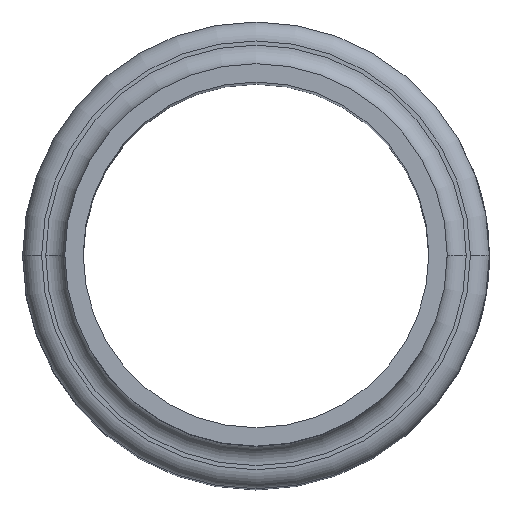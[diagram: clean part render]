
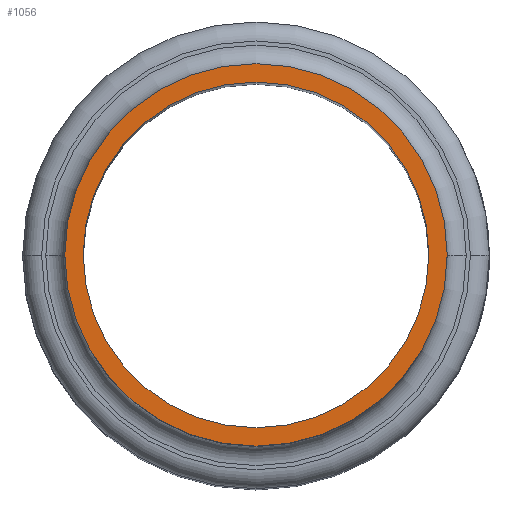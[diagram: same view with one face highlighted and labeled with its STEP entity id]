
A CAD part, top view. The second image highlights one B-rep face of the part: STEP entity #1056.
In plain terms, the highlighted planar face has unit normal (0, 0, 1).
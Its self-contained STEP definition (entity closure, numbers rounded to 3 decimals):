
#110 = VERTEX_POINT ( 'NONE', #18989 ) ;
#143 = ORIENTED_EDGE ( 'NONE', *, *, #21480, .T. ) ;
#358 = EDGE_CURVE ( 'NONE', #9206, #14209, #8819, .T. ) ;
#1056 = ADVANCED_FACE ( 'NONE', ( #8689, #8152 ), #16962, .F. ) ;
#1225 = EDGE_CURVE ( 'NONE', #110, #21038, #21413, .T. ) ;
#3190 = AXIS2_PLACEMENT_3D ( 'NONE', #16684, #22965, #4353 ) ;
#3872 = DIRECTION ( 'NONE',  ( 0., 0., 1. ) ) ;
#4136 = EDGE_LOOP ( 'NONE', ( #12210, #143 ) ) ;
#4353 = DIRECTION ( 'NONE',  ( -1., 0., 0. ) ) ;
#5899 = DIRECTION ( 'NONE',  ( 1., 0., 0. ) ) ;
#6755 = DIRECTION ( 'NONE',  ( 1., 0., 0. ) ) ;
#7523 = DIRECTION ( 'NONE',  ( 1., 0., 0. ) ) ;
#7627 = AXIS2_PLACEMENT_3D ( 'NONE', #22475, #3872, #7523 ) ;
#8138 = AXIS2_PLACEMENT_3D ( 'NONE', #12258, #24782, #5899 ) ;
#8152 = FACE_OUTER_BOUND ( 'NONE', #4136, .T. ) ;
#8689 = FACE_BOUND ( 'NONE', #19033, .T. ) ;
#8819 = CIRCLE ( 'NONE', #21837, 30.15 ) ;
#9206 = VERTEX_POINT ( 'NONE', #10002 ) ;
#10002 = CARTESIAN_POINT ( 'NONE',  ( 30.15, 0., 0. ) ) ;
#10394 = CARTESIAN_POINT ( 'NONE',  ( 0., 0., 0. ) ) ;
#12210 = ORIENTED_EDGE ( 'NONE', *, *, #358, .T. ) ;
#12258 = CARTESIAN_POINT ( 'NONE',  ( 0., 0., 0. ) ) ;
#12713 = CARTESIAN_POINT ( 'NONE',  ( -30.15, 0., 0. ) ) ;
#13203 = EDGE_CURVE ( 'NONE', #21038, #110, #15848, .T. ) ;
#14209 = VERTEX_POINT ( 'NONE', #12713 ) ;
#14972 = ORIENTED_EDGE ( 'NONE', *, *, #13203, .F. ) ;
#15848 = CIRCLE ( 'NONE', #7627, 27.25 ) ;
#16684 = CARTESIAN_POINT ( 'NONE',  ( 0., 28.25, 0. ) ) ;
#16962 = PLANE ( 'NONE',  #3190 ) ;
#18989 = CARTESIAN_POINT ( 'NONE',  ( 27.25, 0., 0. ) ) ;
#19033 = EDGE_LOOP ( 'NONE', ( #25602, #14972 ) ) ;
#20731 = CIRCLE ( 'NONE', #8138, 30.15 ) ;
#21038 = VERTEX_POINT ( 'NONE', #25160 ) ;
#21413 = CIRCLE ( 'NONE', #24891, 27.25 ) ;
#21480 = EDGE_CURVE ( 'NONE', #14209, #9206, #20731, .T. ) ;
#21702 = DIRECTION ( 'NONE',  ( 0., 0., 1. ) ) ;
#21837 = AXIS2_PLACEMENT_3D ( 'NONE', #23605, #21702, #6755 ) ;
#21984 = DIRECTION ( 'NONE',  ( 1., 0., 0. ) ) ;
#22475 = CARTESIAN_POINT ( 'NONE',  ( 0., 0., 0. ) ) ;
#22965 = DIRECTION ( 'NONE',  ( 0., 0., -1. ) ) ;
#23605 = CARTESIAN_POINT ( 'NONE',  ( 0., 0., 0. ) ) ;
#24782 = DIRECTION ( 'NONE',  ( 0., 0., 1. ) ) ;
#24891 = AXIS2_PLACEMENT_3D ( 'NONE', #10394, #26205, #21984 ) ;
#25160 = CARTESIAN_POINT ( 'NONE',  ( -27.25, 0., 0. ) ) ;
#25602 = ORIENTED_EDGE ( 'NONE', *, *, #1225, .F. ) ;
#26205 = DIRECTION ( 'NONE',  ( 0., 0., 1. ) ) ;
